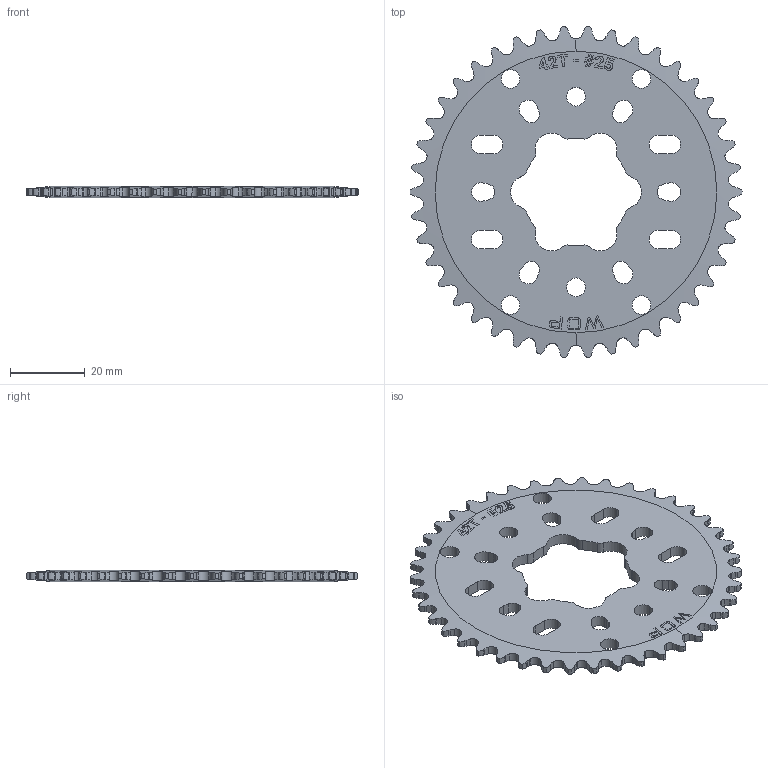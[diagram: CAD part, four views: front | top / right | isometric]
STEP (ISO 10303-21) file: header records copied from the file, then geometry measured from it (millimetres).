
FILE_DESCRIPTION (( 'STEP AP214' ), '1' );
FILE_NAME ('WCP-0967 Rev2.step', '2023-12-13T23:17:25', ( '' ), ( '' ), 'SwSTEP 2.0', 'SolidWorks 2022', '' );
FILE_SCHEMA (( 'AUTOMOTIVE_DESIGN' ));
Length unit declared in the file: inch
Products named in the file (1): WCP-0967 Rev2
Bounding box: 88.54 x 88.35 x 3 mm (x, y, z)
Volume: 12652.5 mm3; surface area: 10941.7 mm2
Topology: 1 solids, 1 shells, 615 faces, 1798 edges, 1198 vertices
Faces by surface type: cylinder 348, plane 234, bspline 29, cone 4
Entity records: 23480 total; most frequent: CARTESIAN_POINT 8301, ORIENTED_EDGE 3596, DIRECTION 2504, EDGE_CURVE 1798, VERTEX_POINT 1198, LINE 870, VECTOR 870, AXIS2_PLACEMENT_3D 817
